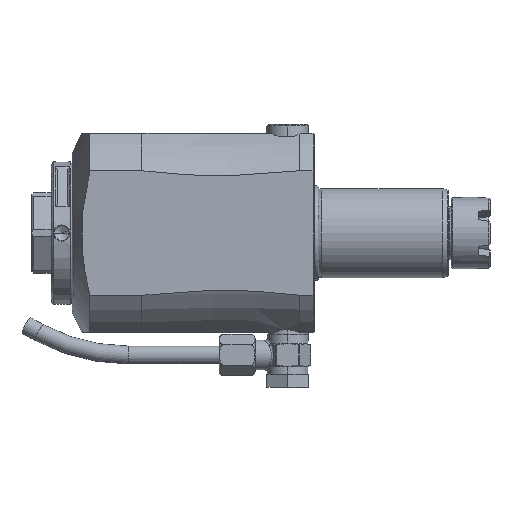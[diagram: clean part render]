
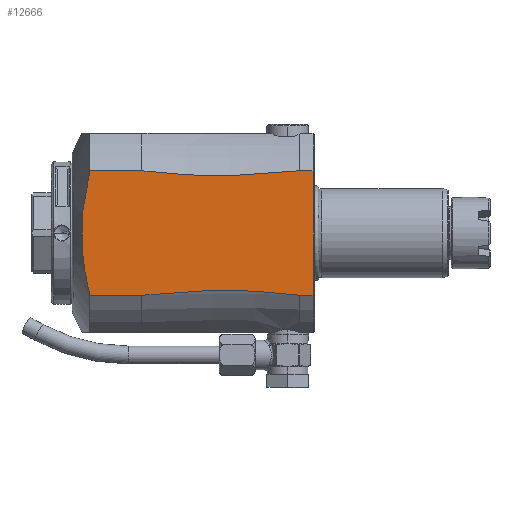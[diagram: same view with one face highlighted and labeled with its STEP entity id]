
A CAD part, top view. The second image highlights one B-rep face of the part: STEP entity #12666.
In plain terms, the highlighted planar face has unit normal (0, 0, 1).
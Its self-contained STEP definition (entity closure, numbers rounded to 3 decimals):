
#1154=CARTESIAN_POINT('',(-11.,20.928,33.5));
#1155=CARTESIAN_POINT('',(-11.092,20.554,33.5));
#1156=CARTESIAN_POINT('',(-11.273,19.811,33.5));
#1157=CARTESIAN_POINT('',(-11.528,18.712,33.5));
#1158=CARTESIAN_POINT('',(-11.769,17.628,33.5));
#1159=CARTESIAN_POINT('',(-11.996,16.556,33.5));
#1160=CARTESIAN_POINT('',(-12.21,15.494,33.5));
#1161=CARTESIAN_POINT('',(-12.41,14.44,33.5));
#1162=CARTESIAN_POINT('',(-12.598,13.394,33.5));
#1163=CARTESIAN_POINT('',(-12.772,12.353,33.5));
#1164=CARTESIAN_POINT('',(-12.933,11.317,33.5));
#1165=CARTESIAN_POINT('',(-13.08,10.285,33.5));
#1166=CARTESIAN_POINT('',(-13.215,9.255,33.5));
#1167=CARTESIAN_POINT('',(-13.336,8.226,33.5));
#1168=CARTESIAN_POINT('',(-13.444,7.198,33.5));
#1169=CARTESIAN_POINT('',(-13.537,6.171,33.5));
#1170=CARTESIAN_POINT('',(-13.617,5.143,33.5));
#1171=CARTESIAN_POINT('',(-13.683,4.115,33.5));
#1172=CARTESIAN_POINT('',(-13.734,3.087,33.5));
#1173=CARTESIAN_POINT('',(-13.771,2.058,33.5));
#1174=CARTESIAN_POINT('',(-13.793,1.029,33.5));
#1175=CARTESIAN_POINT('',(-13.8,0.,33.5));
#1176=CARTESIAN_POINT('',(-13.793,-1.029,33.5));
#1177=CARTESIAN_POINT('',(-13.771,-2.058,33.5));
#1178=CARTESIAN_POINT('',(-13.734,-3.087,33.5));
#1179=CARTESIAN_POINT('',(-13.683,-4.115,33.5));
#1180=CARTESIAN_POINT('',(-13.617,-5.143,33.5));
#1181=CARTESIAN_POINT('',(-13.537,-6.171,33.5));
#1182=CARTESIAN_POINT('',(-13.444,-7.198,33.5));
#1183=CARTESIAN_POINT('',(-13.336,-8.226,
33.5));
#1184=CARTESIAN_POINT('',(-13.215,-9.255,
33.5));
#1185=CARTESIAN_POINT('',(-13.08,-10.285,
33.5));
#1186=CARTESIAN_POINT('',(-12.933,-11.317,
33.5));
#1187=CARTESIAN_POINT('',(-12.772,-12.353,
33.5));
#1188=CARTESIAN_POINT('',(-12.598,-13.394,
33.5));
#1189=CARTESIAN_POINT('',(-12.41,-14.44,
33.5));
#1190=CARTESIAN_POINT('',(-12.21,-15.494,
33.5));
#1191=CARTESIAN_POINT('',(-11.996,-16.556,
33.5));
#1192=CARTESIAN_POINT('',(-11.769,-17.628,
33.5));
#1193=CARTESIAN_POINT('',(-11.528,-18.713,
33.5));
#1194=CARTESIAN_POINT('',(-11.273,-19.811,
33.5));
#1195=CARTESIAN_POINT('',(-11.092,-20.554,
33.5));
#1196=CARTESIAN_POINT('',(-11.,-20.928,
33.5));
#1413=DIRECTION('',(1.,0.,0.));
#1414=VECTOR('',#1413,4.5);
#1415=CARTESIAN_POINT('',(59.5,-20.928,33.5));
#1416=LINE('',#1415,#1414);
#4563=DIRECTION('',(1.,0.,0.));
#4564=VECTOR('',#4563,17.5);
#4565=CARTESIAN_POINT('',(-11.,20.928,33.5));
#4566=LINE('',#4565,#4564);
#4567=CARTESIAN_POINT('',(59.5,20.928,33.5));
#4568=CARTESIAN_POINT('',(58.393,20.79,33.5));
#4569=CARTESIAN_POINT('',(56.172,20.527,33.5));
#4570=CARTESIAN_POINT('',(52.803,20.177,33.5));
#4571=CARTESIAN_POINT('',(49.432,19.88,33.5));
#4572=CARTESIAN_POINT('',(46.082,19.636,33.5));
#4573=CARTESIAN_POINT('',(42.775,19.449,33.5));
#4574=CARTESIAN_POINT('',(39.5,19.316,33.5));
#4575=CARTESIAN_POINT('',(36.247,19.236,33.5));
#4576=CARTESIAN_POINT('',(33.005,19.21,33.5));
#4577=CARTESIAN_POINT('',(29.762,19.236,33.5));
#4578=CARTESIAN_POINT('',(26.507,19.315,33.5));
#4579=CARTESIAN_POINT('',(23.231,19.448,33.5));
#4580=CARTESIAN_POINT('',(19.923,19.636,33.5));
#4581=CARTESIAN_POINT('',(16.571,19.879,33.5));
#4582=CARTESIAN_POINT('',(13.199,20.177,33.5));
#4583=CARTESIAN_POINT('',(9.83,20.527,33.5));
#4584=CARTESIAN_POINT('',(7.607,20.79,33.5));
#4585=CARTESIAN_POINT('',(6.5,20.928,33.5));
#4587=DIRECTION('',(0.,-1.,0.));
#4588=VECTOR('',#4587,41.857);
#4589=CARTESIAN_POINT('',(64.,20.928,33.5));
#4590=LINE('',#4589,#4588);
#4591=CARTESIAN_POINT('',(6.5,-20.928,33.5));
#4592=CARTESIAN_POINT('',(7.607,-20.79,33.5));
#4593=CARTESIAN_POINT('',(9.83,-20.527,33.5));
#4594=CARTESIAN_POINT('',(13.199,-20.177,33.5));
#4595=CARTESIAN_POINT('',(16.571,-19.879,33.5));
#4596=CARTESIAN_POINT('',(19.923,-19.636,33.5));
#4597=CARTESIAN_POINT('',(23.231,-19.448,33.5));
#4598=CARTESIAN_POINT('',(26.507,-19.315,33.5));
#4599=CARTESIAN_POINT('',(29.762,-19.236,33.5));
#4600=CARTESIAN_POINT('',(33.005,-19.21,33.5));
#4601=CARTESIAN_POINT('',(36.247,-19.236,33.5));
#4602=CARTESIAN_POINT('',(39.5,-19.316,33.5));
#4603=CARTESIAN_POINT('',(42.775,-19.449,33.5));
#4604=CARTESIAN_POINT('',(46.082,-19.636,33.5));
#4605=CARTESIAN_POINT('',(49.432,-19.88,33.5));
#4606=CARTESIAN_POINT('',(52.803,-20.177,33.5));
#4607=CARTESIAN_POINT('',(56.172,-20.527,33.5));
#4608=CARTESIAN_POINT('',(58.393,-20.79,33.5));
#4609=CARTESIAN_POINT('',(59.5,-20.928,33.5));
#4611=DIRECTION('',(-1.,0.,0.));
#4612=VECTOR('',#4611,17.5);
#4613=CARTESIAN_POINT('',(6.5,-20.928,33.5));
#4614=LINE('',#4613,#4612);
#4868=DIRECTION('',(1.,0.,0.));
#4869=VECTOR('',#4868,4.5);
#4870=CARTESIAN_POINT('',(59.5,20.928,33.5));
#4871=LINE('',#4870,#4869);
#7750=CARTESIAN_POINT('',(-11.,20.928,33.5));
#7751=VERTEX_POINT('',#7750);
#7752=CARTESIAN_POINT('',(-11.,-20.928,
33.5));
#7754=VERTEX_POINT('',#7752);
#7879=VERTEX_POINT('',#4567);
#7880=VERTEX_POINT('',#4585);
#7881=VERTEX_POINT('',#4591);
#7882=VERTEX_POINT('',#4609);
#7912=CARTESIAN_POINT('',(64.,-20.928,33.5));
#7914=VERTEX_POINT('',#7912);
#7919=CARTESIAN_POINT('',(64.,20.928,33.5));
#7921=VERTEX_POINT('',#7919);
#12647=CARTESIAN_POINT('',(9.,-33.5,33.5));
#12648=DIRECTION('',(0.,0.,1.));
#12649=DIRECTION('',(0.,1.,0.));
#12650=AXIS2_PLACEMENT_3D('',#12647,#12648,#12649);
#12651=PLANE('',#12650);
#12653=ORIENTED_EDGE('',*,*,#12652,.T.);
#12655=ORIENTED_EDGE('',*,*,#12654,.F.);
#12657=ORIENTED_EDGE('',*,*,#12656,.T.);
#12659=ORIENTED_EDGE('',*,*,#12658,.T.);
#12660=ORIENTED_EDGE('',*,*,#9886,.F.);
#12661=ORIENTED_EDGE('',*,*,#9908,.F.);
#12662=ORIENTED_EDGE('',*,*,#12641,.T.);
#12663=ORIENTED_EDGE('',*,*,#9752,.F.);
#12664=EDGE_LOOP('',(#12653,#12655,#12657,#12659,#12660,#12661,#12662,#12663));
#12665=FACE_OUTER_BOUND('',#12664,.F.);
#1197=B_SPLINE_CURVE_WITH_KNOTS('',3,(#1154,#1155,#1156,#1157,#1158,#1159,#1160,
#1161,#1162,#1163,#1164,#1165,#1166,#1167,#1168,#1169,#1170,#1171,#1172,#1173,
#1174,#1175,#1176,#1177,#1178,#1179,#1180,#1181,#1182,#1183,#1184,#1185,#1186,
#1187,#1188,#1189,#1190,#1191,#1192,#1193,#1194,#1195,#1196),.UNSPECIFIED.,.F.,
.F.,(4,1,1,1,1,1,1,1,1,1,1,1,1,1,1,1,1,1,1,1,1,1,1,1,1,1,1,1,1,1,1,1,1,1,1,1,1,
1,1,1,4),(0.,0.025,0.05,0.075,0.1,0.125,0.15,0.175,0.2,0.225,
0.25,0.275,0.3,0.325,0.35,0.375,0.4,0.425,0.45,0.475,0.5,
0.525,0.55,0.575,0.6,0.625,0.65,0.675,0.7,0.725,0.75,
0.775,0.8,0.825,0.85,0.875,0.9,0.925,0.95,0.975,1.),
.UNSPECIFIED.);
#4586=B_SPLINE_CURVE_WITH_KNOTS('',3,(#4567,#4568,#4569,#4570,#4571,#4572,#4573,
#4574,#4575,#4576,#4577,#4578,#4579,#4580,#4581,#4582,#4583,#4584,#4585),
.UNSPECIFIED.,.F.,.F.,(4,1,1,1,1,1,1,1,1,1,1,1,1,1,1,1,4),(0.,0.063,0.125,
0.188,0.25,0.313,0.375,0.438,0.5,0.563,0.625,0.688,
0.75,0.813,0.875,0.938,1.),.UNSPECIFIED.);
#4610=B_SPLINE_CURVE_WITH_KNOTS('',3,(#4591,#4592,#4593,#4594,#4595,#4596,#4597,
#4598,#4599,#4600,#4601,#4602,#4603,#4604,#4605,#4606,#4607,#4608,#4609),
.UNSPECIFIED.,.F.,.F.,(4,1,1,1,1,1,1,1,1,1,1,1,1,1,1,1,4),(0.,0.063,0.125,
0.188,0.25,0.313,0.375,0.438,0.5,0.563,0.625,0.688,
0.75,0.813,0.875,0.938,1.),.UNSPECIFIED.);
#9752=EDGE_CURVE('',#7751,#7754,#1197,.T.);
#9886=EDGE_CURVE('',#7882,#7914,#1416,.T.);
#9908=EDGE_CURVE('',#7881,#7882,#4610,.T.);
#12641=EDGE_CURVE('',#7881,#7754,#4614,.T.);
#12652=EDGE_CURVE('',#7751,#7880,#4566,.T.);
#12654=EDGE_CURVE('',#7879,#7880,#4586,.T.);
#12656=EDGE_CURVE('',#7879,#7921,#4871,.T.);
#12658=EDGE_CURVE('',#7921,#7914,#4590,.T.);
#12666=ADVANCED_FACE('',(#12665),#12651,.T.);
